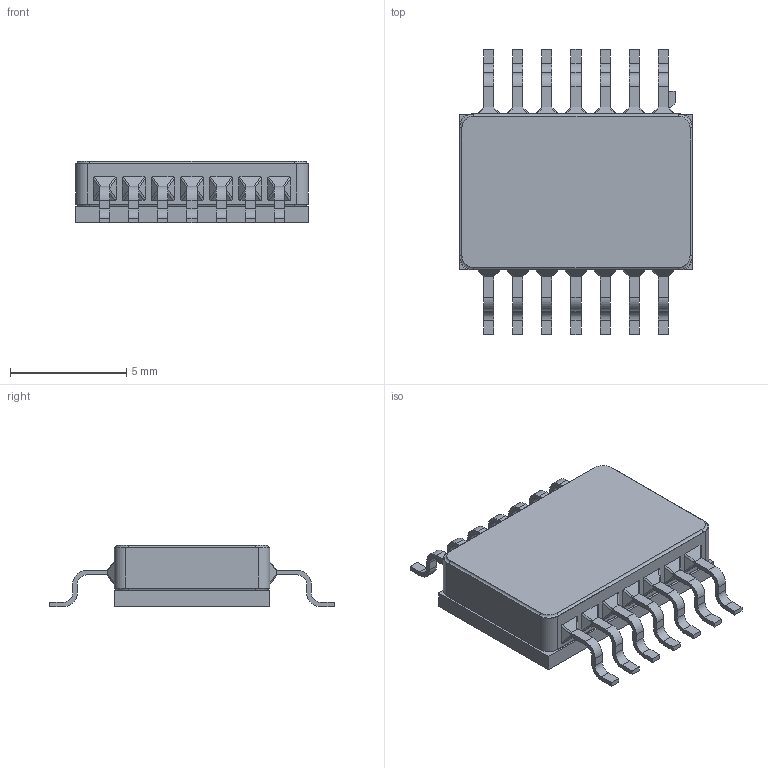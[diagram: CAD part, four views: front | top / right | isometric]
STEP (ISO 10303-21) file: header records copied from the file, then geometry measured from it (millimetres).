
FILE_DESCRIPTION (( 'STEP AP214' ), '1' );
FILE_NAME ('User Library-401.14-5.STEP', '2017-05-12T09:22:35', ( 'Windows User' ), ( '' ), 'SwSTEP 2.0', 'SolidWorks 2017', '' );
FILE_SCHEMA (( 'AUTOMOTIVE_DESIGN' ));
Length unit declared in the file: millimetre
Products named in the file (10): User Library-401.14-5__X2_043A0440044B0448043A0430_X0__MIR; User Library-401.14-5__X2_043A0440044B0448043A0430_X0_; User Library-401.14-5__X2_04380437043E043B044F0442043E0440_X0__MIR; User Library-401.14-5__X2_0432044B0432043E0434044B_X0__MIR; User Library-401.14-5__X2_04380437043E043B044F0442043E0440_X0_; User Library-401.14-5__X2_0432044B0432043E0434044B_X0_; User Library-401.14-5__X2_043E0441043D043E04320430043D04380435_X0_; User Library-401.14-5; User Library-401.14-5__X2_043A043B044E0447_X0_; User Library-401.14-5__X2_043F0440043E043A043B04300434043A0430_X0_
Assembly tree (33 placements, depth 2):
  User Library-401.14-5
    User Library-401.14-5__X2_043E0441043D043E04320430043D04380435_X0_
    User Library-401.14-5__X2_0432044B0432043E0434044B_X0_  x7
    User Library-401.14-5__X2_04380437043E043B044F0442043E0440_X0_  x7
    User Library-401.14-5__X2_0432044B0432043E0434044B_X0__MIR  x7
    User Library-401.14-5__X2_04380437043E043B044F0442043E0440_X0__MIR  x7
    User Library-401.14-5__X2_043A0440044B0448043A0430_X0_
    User Library-401.14-5__X2_043A0440044B0448043A0430_X0__MIR
    User Library-401.14-5__X2_043F0440043E043A043B04300434043A0430_X0_
    User Library-401.14-5__X2_043A043B044E0447_X0_
Bounding box: 10 x 12.25 x 2.65 mm (x, y, z)
Volume: 109.7 mm3; surface area: 682.6 mm2
Topology: 33 solids, 33 shells, 509 faces, 1280 edges, 848 vertices
Faces by surface type: plane 341, cylinder 132, bspline 28, torus 8
Entity records: 9771 total; most frequent: CARTESIAN_POINT 1597, ORIENTED_EDGE 1120, DIRECTION 1018, EDGE_CURVE 560, VECTOR 416, LINE 416, VERTEX_POINT 368, AXIS2_PLACEMENT_3D 301
